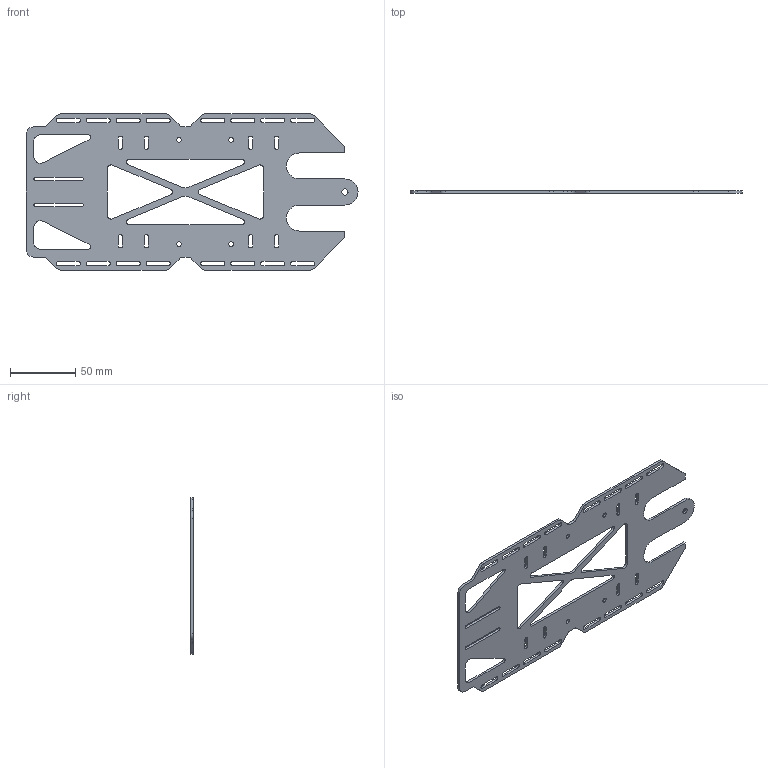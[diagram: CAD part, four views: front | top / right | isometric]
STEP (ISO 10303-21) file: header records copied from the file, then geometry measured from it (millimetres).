
FILE_DESCRIPTION(/* description */ (''),/* implementation_level */ '2;1');
FILE_NAME(/* name */ 'Tattu_Battery_Tray.stp',/* time_stamp */ '2023-06-28T09:09:25+02:00',/* author */ ('dzw04'),/* organization */ (''),/* preprocessor_version */ 'ST-DEVELOPER v19.2',/* originating_system */ 'Autodesk Inventor 2024',/* authorisation */ '');
FILE_SCHEMA (('AUTOMOTIVE_DESIGN { 1 0 10303 214 3 1 1 }'));
Length unit declared in the file: millimetre
Products named in the file (1): Tattu_Battery_Tray
Bounding box: 255 x 2 x 120 mm (x, y, z)
Volume: 38164 mm3; surface area: 43862.1 mm2
Topology: 1 solids, 1 shells, 189 faces, 561 edges, 374 vertices
Faces by surface type: plane 95, cylinder 94
Full cylindrical faces by diameter (mm): 3.5 x4, 4.7 x1
Entity records: 6572 total; most frequent: DIRECTION 1129, CARTESIAN_POINT 1125, ORIENTED_EDGE 1122, EDGE_CURVE 561, AXIS2_PLACEMENT_3D 378, VERTEX_POINT 374, LINE 373, VECTOR 373
